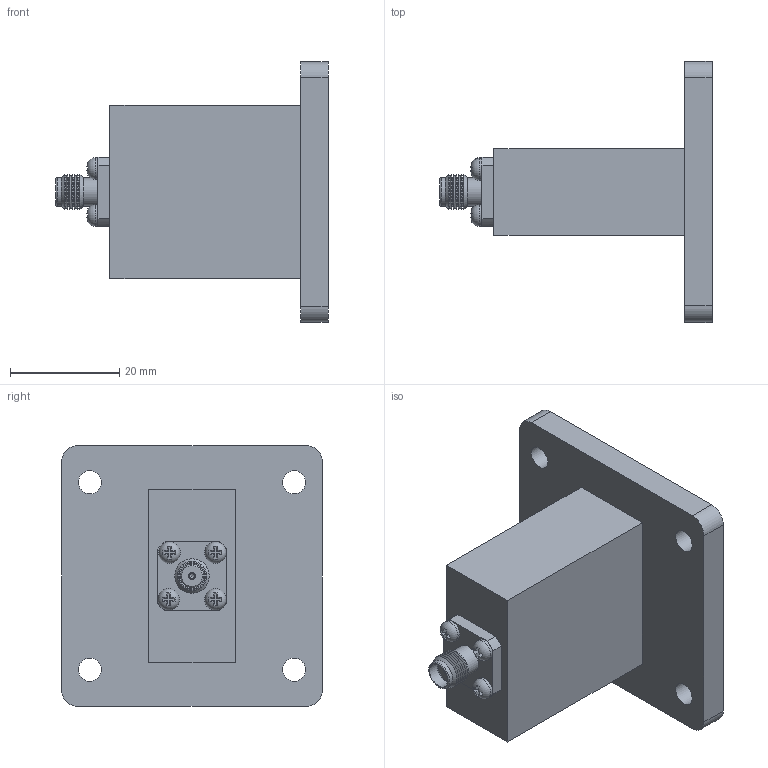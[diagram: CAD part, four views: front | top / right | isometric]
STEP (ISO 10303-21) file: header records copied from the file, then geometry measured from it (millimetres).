
FILE_DESCRIPTION (( 'STEP AP214' ), '1' );
FILE_NAME ('FMWCA1106_3D.STEP', '2020-05-20T19:51:25', ( '' ), ( '' ), 'SwSTEP 2.0', 'SolidWorks 2018', '' );
FILE_SCHEMA (( 'AUTOMOTIVE_DESIGN' ));
Length unit declared in the file: inch
Products named in the file (1): FMWCA1106_3D
Bounding box: 49.9 x 47.81 x 47.83 mm (x, y, z)
Volume: 15403.5 mm3; surface area: 12603.2 mm2
Topology: 1 solids, 1 shells, 127 faces, 320 edges, 203 vertices
Faces by surface type: plane 80, cylinder 22, cone 20, torus 5
Full cylindrical faces by diameter (mm): 1 x1, 1.3 x1, 3.974 x4, 4.24 x4, 4.3 x1, 4.6 x1, 5.257 x1, 5.338 x1
Entity records: 3650 total; most frequent: CARTESIAN_POINT 802, DIRECTION 552, ORIENTED_EDGE 544, EDGE_CURVE 272, AXIS2_PLACEMENT_3D 200, VERTEX_POINT 194, EDGE_LOOP 182, VECTOR 152
